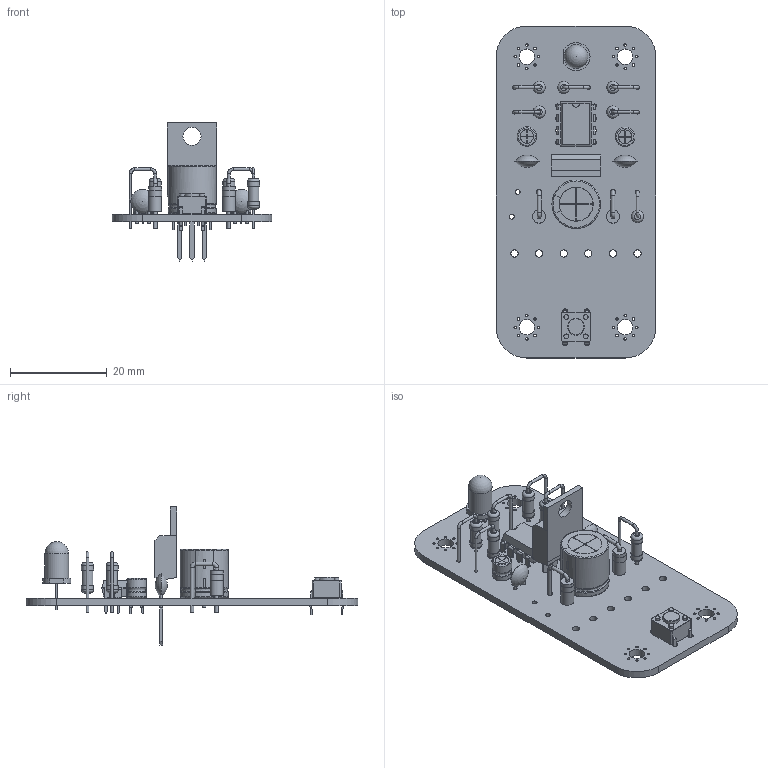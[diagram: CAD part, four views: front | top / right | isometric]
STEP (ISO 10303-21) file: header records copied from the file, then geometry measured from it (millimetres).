
FILE_DESCRIPTION(('KiCad electronic assembly'),'2;1');
FILE_NAME('Solenoid pulser.step','2021-08-08T15:10:21',('An Author'),( 'A Company'),'Open CASCADE STEP processor 6.9', 'KiCad to STEP converter','Unknown');
FILE_SCHEMA(('AUTOMOTIVE_DESIGN { 1 0 10303 214 1 1 1 1 }'));
Length unit declared in the file: millimetre
Products named in the file (20): Open CASCADE STEP translator 6.9 1; R_Axial_DIN0207_L6.3mm_D2.5mm_P5.08mm_Vertical; SOLID; D_DO-41_SOD81_P5.08mm_Vertical_KathodeUp; TO-220-3_Vertical; DIP-8_W7.62mm; SW_PUSH_6mm; LED_D5.0mm; CP_Radial_D10.0mm_P5.00mm; CP_Radial_D4.0mm_P2.00mm; C_Disc_D5.0mm_W2.5mm_P2.50mm; COMPOUND
Assembly tree (27 placements, depth 3):
  Open CASCADE STEP translator 6.9 1
    R_Axial_DIN0207_L6.3mm_D2.5mm_P5.08mm_Vertical  x6
      SOLID
    D_DO-41_SOD81_P5.08mm_Vertical_KathodeUp  x2
      SOLID
    TO-220-3_Vertical
      SOLID
    DIP-8_W7.62mm
      SOLID
    SW_PUSH_6mm
      SOLID
    LED_D5.0mm
      SOLID
    CP_Radial_D10.0mm_P5.00mm
      SOLID
    CP_Radial_D4.0mm_P2.00mm  x2
      SOLID
    C_Disc_D5.0mm_W2.5mm_P2.50mm  x2
      SOLID
    COMPOUND
Bounding box: 33.02 x 68.58 x 28.52 mm (x, y, z)
Volume: 5606.6 mm3; surface area: 7937.6 mm2
Topology: 18 solids, 21 shells, 714 faces, 1746 edges, 1116 vertices
Faces by surface type: plane 363, cylinder 254, bspline 41, torus 35, revolution 16, sphere 5
Full cylindrical faces by diameter (mm): 0.3 x4, 0.5 x36, 0.6 x28, 0.7 x2, 0.8 x32, 0.9 x2, 1 x6, 1.01 x2, 1.1 x11, 1.52 x6, 2.25 x6, 2.5 x12, 2.7 x4, 2.72 x2, 3.2 x4, 3.5 x1, 3.735 x1, 4.9 x1
Entity records: 44484 total; most frequent: CARTESIAN_POINT 11494, DIRECTION 5545, LINE 3256, VECTOR 3256, ORIENTED_EDGE 2882, PCURVE 2882, DEFINITIONAL_REPRESENTATION 2882, EDGE_CURVE 1441
